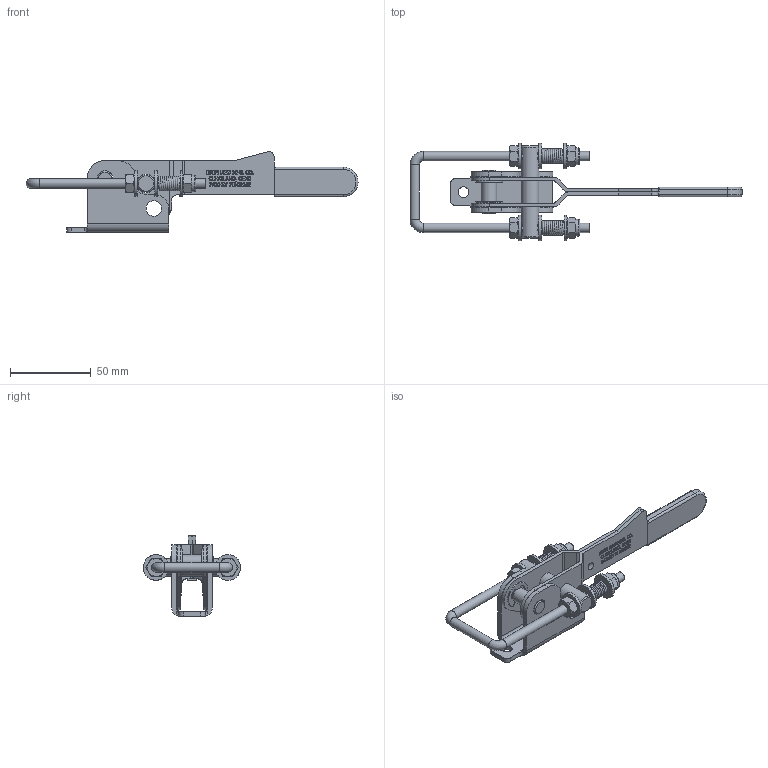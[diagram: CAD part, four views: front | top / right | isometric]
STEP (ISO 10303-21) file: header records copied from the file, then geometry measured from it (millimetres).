
FILE_DESCRIPTION((''),'2;1');
FILE_NAME('930.stp','2012-09-19T13:17:24',('fredp'),(''),'Autodesk Inventor 2012','Autodesk Inventor 2012','');
FILE_SCHEMA(('AUTOMOTIVE_DESIGN { 1 0 10303 214 1 1 1 1 }'));
Length unit declared in the file: inch
Products named in the file (1): 930
Bounding box: 205.87 x 60.33 x 50.03 mm (x, y, z)
Volume: 49898 mm3; surface area: 46694.8 mm2
Topology: 21 solids, 21 shells, 1412 faces, 3729 edges, 2480 vertices
Faces by surface type: plane 939, bspline 342, cylinder 107, cone 14, torus 6, sphere 4
Full cylindrical faces by diameter (mm): 4.978 x2, 5.585 x2, 5.842 x3, 6.604 x2, 7.112 x2, 7.137 x6, 7.628 x1, 7.696 x1, 9.525 x7, 9.716 x4, 10.43 x2, 11.125 x1, 11.43 x2, 15.875 x6
Entity records: 50236 total; most frequent: CARTESIAN_POINT 16127, ORIENTED_EDGE 7332, DIRECTION 5294, EDGE_CURVE 3666, VECTOR 2692, LINE 2692, VERTEX_POINT 2476, EDGE_LOOP 1640
